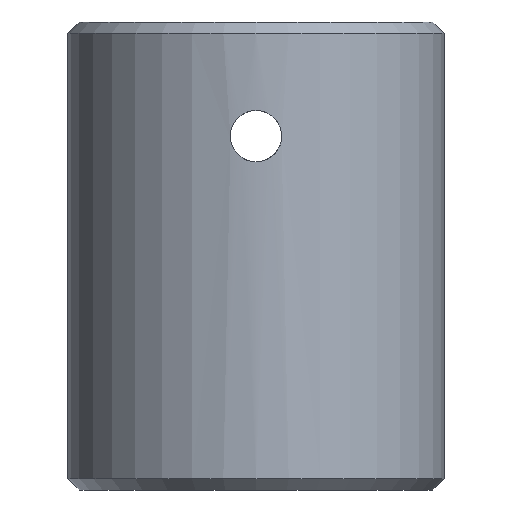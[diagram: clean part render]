
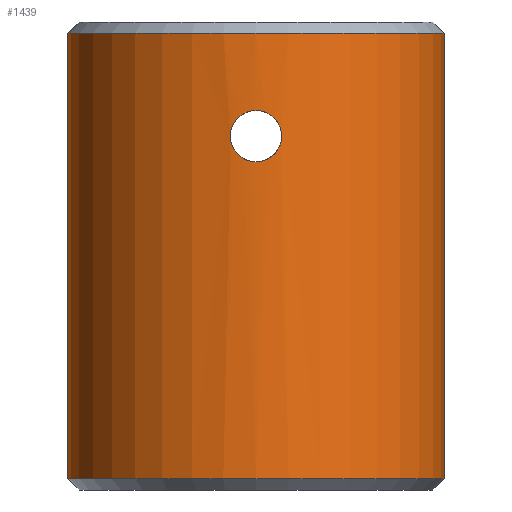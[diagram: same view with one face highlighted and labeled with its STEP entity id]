
A CAD part, front view. The second image highlights one B-rep face of the part: STEP entity #1439.
In plain terms, the highlighted cylindrical face has radius 16.5 mm (diameter 33 mm), a partial arc.
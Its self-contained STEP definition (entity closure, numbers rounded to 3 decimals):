
#95 = CARTESIAN_POINT ( 'NONE',  ( 16.5, 0., 41. ) ) ;
#97 = DIRECTION ( 'NONE',  ( 0., 0., -1. ) ) ;
#109 = DIRECTION ( 'NONE',  ( 1., 0., 0. ) ) ;
#120 = CARTESIAN_POINT ( 'NONE',  ( 0., 0., 40. ) ) ;
#124 = DIRECTION ( 'NONE',  ( 0., 0., -1. ) ) ;
#138 = CARTESIAN_POINT ( 'NONE',  ( 1.952, -16.384, 29.871 ) ) ;
#139 = CARTESIAN_POINT ( 'NONE',  ( 2.021, -16.376, 30. ) ) ;
#140 = CARTESIAN_POINT ( 'NONE',  ( 2.179, -16.356, 31.581 ) ) ;
#141 = CARTESIAN_POINT ( 'NONE',  ( 2.023, -16.376, 31.997 ) ) ;
#142 = CARTESIAN_POINT ( 'NONE',  ( 0.593, -16.492, 33.19 ) ) ;
#146 = CARTESIAN_POINT ( 'NONE',  ( 0.996, -16.47, 28.977 ) ) ;
#147 = CARTESIAN_POINT ( 'NONE',  ( 1.134, -16.463, 32.965 ) ) ;
#148 = CARTESIAN_POINT ( 'NONE',  ( 1.373, -16.443, 29.211 ) ) ;
#152 = CARTESIAN_POINT ( 'NONE',  ( 1.789, -16.403, 29.627 ) ) ;
#153 = CARTESIAN_POINT ( 'NONE',  ( 2.178, -16.356, 30.416 ) ) ;
#159 = CARTESIAN_POINT ( 'NONE',  ( 2.236, -16.348, 31.293 ) ) ;
#161 = CARTESIAN_POINT ( 'NONE',  ( 1.954, -16.384, 32.126 ) ) ;
#162 = CARTESIAN_POINT ( 'NONE',  ( 2.134, -16.361, 30.273 ) ) ;
#163 = CARTESIAN_POINT ( 'NONE',  ( 2.25, -16.346, 31.147 ) ) ;
#168 = CARTESIAN_POINT ( 'NONE',  ( 1.127, -16.462, 29.047 ) ) ;
#170 = CARTESIAN_POINT ( 'NONE',  ( 0.59, -16.492, 28.809 ) ) ;
#171 = CARTESIAN_POINT ( 'NONE',  ( 0., -16.5, 28.75 ) ) ;
#172 = CARTESIAN_POINT ( 'NONE',  ( 2.25, -16.346, 30.85 ) ) ;
#173 = CARTESIAN_POINT ( 'NONE',  ( 1.385, -16.443, 32.797 ) ) ;
#177 = CARTESIAN_POINT ( 'NONE',  ( 1.694, -16.413, 29.512 ) ) ;
#178 = CARTESIAN_POINT ( 'NONE',  ( 2.235, -16.348, 30.703 ) ) ;
#179 = CARTESIAN_POINT ( 'NONE',  ( 2.135, -16.361, 31.724 ) ) ;
#183 = CARTESIAN_POINT ( 'NONE',  ( 1.696, -16.413, 32.486 ) ) ;
#185 = CARTESIAN_POINT ( 'NONE',  ( 1.79, -16.403, 32.371 ) ) ;
#186 = CARTESIAN_POINT ( 'NONE',  ( 1.486, -16.433, 29.304 ) ) ;
#187 = CARTESIAN_POINT ( 'NONE',  ( 0., -16.5, 33.25 ) ) ;
#189 = CARTESIAN_POINT ( 'NONE',  ( 0.298, -16.5, 33.25 ) ) ;
#191 = CARTESIAN_POINT ( 'NONE',  ( 0.294, -16.5, 28.75 ) ) ;
#204 = DIRECTION ( 'NONE',  ( 0., 0., 1. ) ) ;
#217 = CARTESIAN_POINT ( 'NONE',  ( 0., 0., 1. ) ) ;
#219 = DIRECTION ( 'NONE',  ( 1., 0., 0. ) ) ;
#247 = DIRECTION ( 'NONE',  ( 0., 0., -1. ) ) ;
#256 = CARTESIAN_POINT ( 'NONE',  ( -16.5, 0., 41. ) ) ;
#413 = LINE ( 'NONE', #95, #425 ) ;
#422 = CIRCLE ( 'NONE', #1157, 16.5 ) ;
#425 = VECTOR ( 'NONE', #97, 1000. ) ;
#445 = CIRCLE ( 'NONE', #1172, 16.5 ) ;
#520 = LINE ( 'NONE', #256, #522 ) ;
#522 = VECTOR ( 'NONE', #247, 1000. ) ;
#541 = FACE_BOUND ( 'NONE', #799, .T. ) ;
#554 = FACE_OUTER_BOUND ( 'NONE', #784, .T. ) ;
#566 = CYLINDRICAL_SURFACE ( 'NONE', #1199, 16.5 ) ;
#580 = B_SPLINE_CURVE_WITH_KNOTS ( 'NONE', 3,
 ( #1001, #1005, #865, #866, #864, #867, #862, #868, #863, #858, #859, #860, #869, #870, #871, #872, #874, #873, #875, #876, #977, #834, #830, #833, #831, #838, #832, #837, #839, #828 ),
 .UNSPECIFIED., .F., .F.,
 ( 4, 2, 2, 2, 2, 2, 2, 2, 2, 2, 2, 2, 2, 2, 4 ),
 ( 0., 0., 0.001, 0.001, 0.002, 0.003, 0.004, 0.004, 0.004, 0.005, 0.005, 0.006, 0.006, 0.007, 0.007 ),
 .UNSPECIFIED. ) ;
#581 = B_SPLINE_CURVE_WITH_KNOTS ( 'NONE', 3,
 ( #171, #191, #170, #146, #168, #148, #186, #177, #152, #138, #139, #162, #153, #178, #172, #163, #159, #140, #179, #141, #161, #185, #183, #173, #147, #142, #189, #187 ),
 .UNSPECIFIED., .F., .F.,
 ( 4, 2, 2, 2, 2, 2, 2, 2, 2, 2, 2, 2, 2, 4 ),
 ( 0.007, 0.008, 0.008, 0.009, 0.009, 0.01, 0.01, 0.011, 0.011, 0.011, 0.012, 0.012, 0.013, 0.014 ),
 .UNSPECIFIED. ) ;
#646 = VERTEX_POINT ( 'NONE', #885 ) ;
#650 = VERTEX_POINT ( 'NONE', #918 ) ;
#653 = VERTEX_POINT ( 'NONE', #891 ) ;
#669 = VERTEX_POINT ( 'NONE', #893 ) ;
#682 = VERTEX_POINT ( 'NONE', #915 ) ;
#697 = ORIENTED_EDGE ( 'NONE', *, *, #1048, .F. ) ;
#714 = ORIENTED_EDGE ( 'NONE', *, *, #1078, .T. ) ;
#719 = ORIENTED_EDGE ( 'NONE', *, *, #1059, .T. ) ;
#724 = ORIENTED_EDGE ( 'NONE', *, *, #1028, .F. ) ;
#725 = ORIENTED_EDGE ( 'NONE', *, *, #1047, .T. ) ;
#727 = ORIENTED_EDGE ( 'NONE', *, *, #1052, .F. ) ;
#762 = VERTEX_POINT ( 'NONE', #975 ) ;
#784 = EDGE_LOOP ( 'NONE', ( #697, #725, #714, #719 ) ) ;
#799 = EDGE_LOOP ( 'NONE', ( #724, #727 ) ) ;
#828 = CARTESIAN_POINT ( 'NONE',  ( 0., -16.5, 28.75 ) ) ;
#830 = CARTESIAN_POINT ( 'NONE',  ( -1.373, -16.443, 29.211 ) ) ;
#831 = CARTESIAN_POINT ( 'NONE',  ( -0.998, -16.47, 28.978 ) ) ;
#832 = CARTESIAN_POINT ( 'NONE',  ( -0.585, -16.49, 28.822 ) ) ;
#833 = CARTESIAN_POINT ( 'NONE',  ( -1.129, -16.462, 29.048 ) ) ;
#834 = CARTESIAN_POINT ( 'NONE',  ( -1.486, -16.433, 29.304 ) ) ;
#837 = CARTESIAN_POINT ( 'NONE',  ( -0.296, -16.498, 28.765 ) ) ;
#838 = CARTESIAN_POINT ( 'NONE',  ( -0.725, -16.485, 28.865 ) ) ;
#839 = CARTESIAN_POINT ( 'NONE',  ( -0.147, -16.5, 28.75 ) ) ;
#858 = CARTESIAN_POINT ( 'NONE',  ( -1.799, -16.403, 32.383 ) ) ;
#859 = CARTESIAN_POINT ( 'NONE',  ( -1.966, -16.383, 32.132 ) ) ;
#860 = CARTESIAN_POINT ( 'NONE',  ( -2.191, -16.354, 31.591 ) ) ;
#862 = CARTESIAN_POINT ( 'NONE',  ( -1.128, -16.462, 32.953 ) ) ;
#863 = CARTESIAN_POINT ( 'NONE',  ( -1.488, -16.433, 32.694 ) ) ;
#864 = CARTESIAN_POINT ( 'NONE',  ( -0.726, -16.485, 33.135 ) ) ;
#865 = CARTESIAN_POINT ( 'NONE',  ( -0.295, -16.498, 33.235 ) ) ;
#866 = CARTESIAN_POINT ( 'NONE',  ( -0.583, -16.49, 33.178 ) ) ;
#867 = CARTESIAN_POINT ( 'NONE',  ( -0.998, -16.47, 33.022 ) ) ;
#868 = CARTESIAN_POINT ( 'NONE',  ( -1.372, -16.443, 32.789 ) ) ;
#869 = CARTESIAN_POINT ( 'NONE',  ( -2.25, -16.346, 31.295 ) ) ;
#870 = CARTESIAN_POINT ( 'NONE',  ( -2.25, -16.346, 30.854 ) ) ;
#871 = CARTESIAN_POINT ( 'NONE',  ( -2.235, -16.348, 30.705 ) ) ;
#872 = CARTESIAN_POINT ( 'NONE',  ( -2.178, -16.356, 30.416 ) ) ;
#873 = CARTESIAN_POINT ( 'NONE',  ( -2.022, -16.376, 30.003 ) ) ;
#874 = CARTESIAN_POINT ( 'NONE',  ( -2.135, -16.361, 30.276 ) ) ;
#875 = CARTESIAN_POINT ( 'NONE',  ( -1.952, -16.384, 29.871 ) ) ;
#876 = CARTESIAN_POINT ( 'NONE',  ( -1.789, -16.403, 29.628 ) ) ;
#885 = CARTESIAN_POINT ( 'NONE',  ( 0., -16.5, 33.25 ) ) ;
#891 = CARTESIAN_POINT ( 'NONE',  ( 16.5, 0., 1. ) ) ;
#893 = CARTESIAN_POINT ( 'NONE',  ( 16.5, 0., 40. ) ) ;
#915 = CARTESIAN_POINT ( 'NONE',  ( -16.5, 0., 40. ) ) ;
#918 = CARTESIAN_POINT ( 'NONE',  ( 0., -16.5, 28.75 ) ) ;
#975 = CARTESIAN_POINT ( 'NONE',  ( -16.5, 0., 1. ) ) ;
#977 = CARTESIAN_POINT ( 'NONE',  ( -1.696, -16.413, 29.514 ) ) ;
#1001 = CARTESIAN_POINT ( 'NONE',  ( 0., -16.5, 33.25 ) ) ;
#1005 = CARTESIAN_POINT ( 'NONE',  ( -0.149, -16.5, 33.25 ) ) ;
#1028 = EDGE_CURVE ( 'NONE', #646, #650, #580, .T. ) ;
#1047 = EDGE_CURVE ( 'NONE', #669, #682, #422, .T. ) ;
#1048 = EDGE_CURVE ( 'NONE', #669, #653, #413, .T. ) ;
#1052 = EDGE_CURVE ( 'NONE', #650, #646, #581, .T. ) ;
#1059 = EDGE_CURVE ( 'NONE', #762, #653, #445, .T. ) ;
#1078 = EDGE_CURVE ( 'NONE', #682, #762, #520, .T. ) ;
#1157 = AXIS2_PLACEMENT_3D ( 'NONE', #120, #124, #109 ) ;
#1172 = AXIS2_PLACEMENT_3D ( 'NONE', #217, #204, #219 ) ;
#1199 = AXIS2_PLACEMENT_3D ( 'NONE', #1400, #1392, #1384 ) ;
#1384 = DIRECTION ( 'NONE',  ( -1., 0., 0. ) ) ;
#1392 = DIRECTION ( 'NONE',  ( 0., 0., -1. ) ) ;
#1400 = CARTESIAN_POINT ( 'NONE',  ( 0., 0., 41. ) ) ;
#1439 = ADVANCED_FACE ( 'NONE', ( #554, #541 ), #566, .T. ) ;
